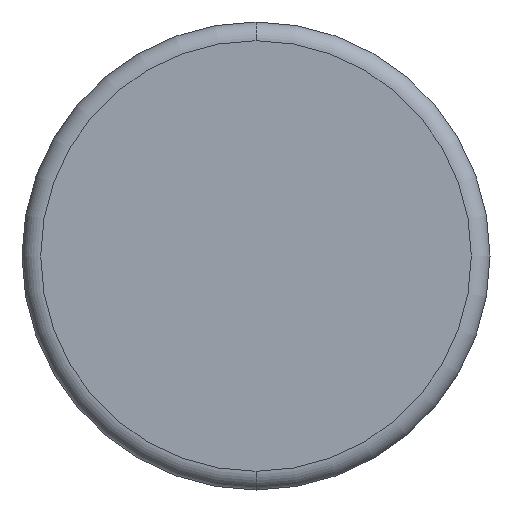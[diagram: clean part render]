
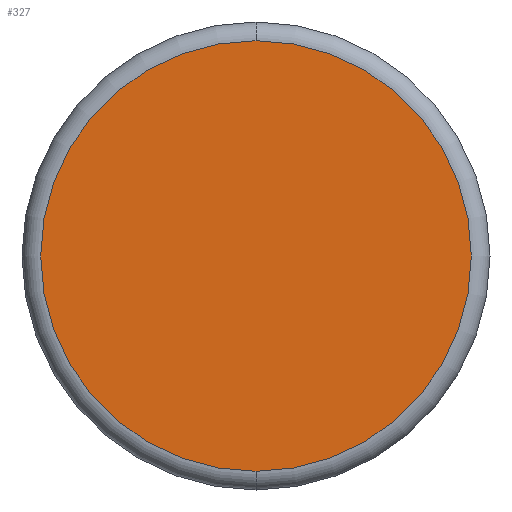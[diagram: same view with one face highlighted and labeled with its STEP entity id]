
A CAD part, front view. The second image highlights one B-rep face of the part: STEP entity #327.
In plain terms, the highlighted planar face has unit normal (0, -1, 0).
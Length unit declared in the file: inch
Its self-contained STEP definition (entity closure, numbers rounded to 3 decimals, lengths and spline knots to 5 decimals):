
#17 = ORIENTED_EDGE ( 'NONE', *, *, #224, .T. ) ;
#19 = CIRCLE ( 'NONE', #96, 0.23 ) ;
#25 = PLANE ( 'NONE',  #314 ) ;
#39 = DIRECTION ( 'NONE',  ( 0., -1., 0. ) ) ;
#71 = CARTESIAN_POINT ( 'NONE',  ( 0., 0., 0. ) ) ;
#96 = AXIS2_PLACEMENT_3D ( 'NONE', #316, #354, #381 ) ;
#135 = VERTEX_POINT ( 'NONE', #390 ) ;
#142 = DIRECTION ( 'NONE',  ( 0., 0., -1. ) ) ;
#158 = CARTESIAN_POINT ( 'NONE',  ( 0., 0., 0. ) ) ;
#181 = FACE_OUTER_BOUND ( 'NONE', #298, .T. ) ;
#190 = CARTESIAN_POINT ( 'NONE',  ( 0., 0., 0.23 ) ) ;
#215 = AXIS2_PLACEMENT_3D ( 'NONE', #71, #39, #349 ) ;
#224 = EDGE_CURVE ( 'NONE', #135, #269, #19, .T. ) ;
#250 = EDGE_CURVE ( 'NONE', #269, #135, #373, .T. ) ;
#269 = VERTEX_POINT ( 'NONE', #190 ) ;
#282 = ORIENTED_EDGE ( 'NONE', *, *, #250, .T. ) ;
#294 = DIRECTION ( 'NONE',  ( 0., -1., 0. ) ) ;
#298 = EDGE_LOOP ( 'NONE', ( #17, #282 ) ) ;
#314 = AXIS2_PLACEMENT_3D ( 'NONE', #158, #294, #142 ) ;
#316 = CARTESIAN_POINT ( 'NONE',  ( 0., 0., 0. ) ) ;
#327 = ADVANCED_FACE ( 'NONE', ( #181 ), #25, .T. ) ;
#349 = DIRECTION ( 'NONE',  ( 0., 0., -1. ) ) ;
#354 = DIRECTION ( 'NONE',  ( 0., -1., 0. ) ) ;
#373 = CIRCLE ( 'NONE', #215, 0.23 ) ;
#381 = DIRECTION ( 'NONE',  ( 0., 0., -1. ) ) ;
#390 = CARTESIAN_POINT ( 'NONE',  ( 0., 0., -0.23 ) ) ;
